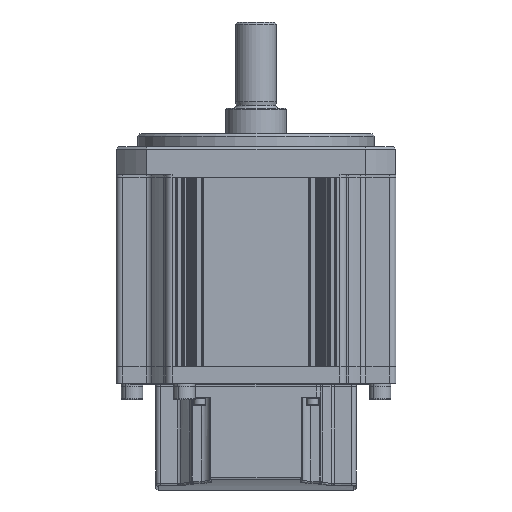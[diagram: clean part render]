
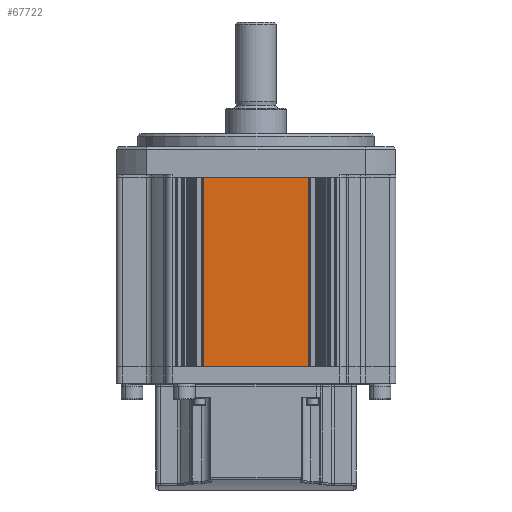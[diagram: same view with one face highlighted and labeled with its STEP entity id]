
A CAD part, front view. The second image highlights one B-rep face of the part: STEP entity #67722.
In plain terms, the highlighted planar face has unit normal (0, -1, 0).
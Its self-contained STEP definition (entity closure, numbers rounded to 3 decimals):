
#1480 = VERTEX_POINT ( 'NONE', #62733 ) ;
#1586 = VERTEX_POINT ( 'NONE', #62753 ) ;
#1594 = VERTEX_POINT ( 'NONE', #62790 ) ;
#1645 = VERTEX_POINT ( 'NONE', #62810 ) ;
#16594 = VECTOR ( 'NONE', #21800, 1000. ) ;
#16601 = VECTOR ( 'NONE', #21903, 1000. ) ;
#16635 = VECTOR ( 'NONE', #21868, 1000. ) ;
#17272 = VECTOR ( 'NONE', #20695, 1000. ) ;
#20650 = CARTESIAN_POINT ( 'NONE',  ( 24.5, -65., -10. ) ) ;
#20695 = DIRECTION ( 'NONE',  ( 1., 0., 0. ) ) ;
#20707 = LINE ( 'NONE', #20650, #17272 ) ;
#21783 = CARTESIAN_POINT ( 'NONE',  ( 24.5, -65., -98. ) ) ;
#21800 = DIRECTION ( 'NONE',  ( 1., 0., 0. ) ) ;
#21863 = LINE ( 'NONE', #21783, #16594 ) ;
#21868 = DIRECTION ( 'NONE',  ( 0., 0., -1. ) ) ;
#21882 = LINE ( 'NONE', #21894, #16635 ) ;
#21894 = CARTESIAN_POINT ( 'NONE',  ( -24.5, -65., -10. ) ) ;
#21899 = LINE ( 'NONE', #21910, #16601 ) ;
#21903 = DIRECTION ( 'NONE',  ( 0., 0., -1. ) ) ;
#21910 = CARTESIAN_POINT ( 'NONE',  ( 24.5, -65., -10. ) ) ;
#44716 = EDGE_CURVE ( 'NONE', #1594, #1480, #21863, .T. ) ;
#44736 = EDGE_CURVE ( 'NONE', #1645, #1480, #21899, .T. ) ;
#44741 = EDGE_CURVE ( 'NONE', #1586, #1594, #21882, .T. ) ;
#44910 = EDGE_CURVE ( 'NONE', #1586, #1645, #20707, .T. ) ;
#62733 = CARTESIAN_POINT ( 'NONE',  ( 24.5, -65., -98. ) ) ;
#62753 = CARTESIAN_POINT ( 'NONE',  ( -24.5, -65., -10. ) ) ;
#62790 = CARTESIAN_POINT ( 'NONE',  ( -24.5, -65., -98. ) ) ;
#62810 = CARTESIAN_POINT ( 'NONE',  ( 24.5, -65., -10. ) ) ;
#67722 = ADVANCED_FACE ( 'NONE', ( #75027 ), #75041, .F. ) ;
#69561 = ORIENTED_EDGE ( 'NONE', *, *, #44741, .T. ) ;
#69637 = ORIENTED_EDGE ( 'NONE', *, *, #44716, .T. ) ;
#69666 = ORIENTED_EDGE ( 'NONE', *, *, #44736, .F. ) ;
#69669 = ORIENTED_EDGE ( 'NONE', *, *, #44910, .F. ) ;
#73899 = AXIS2_PLACEMENT_3D ( 'NONE', #75072, #75075, #75065 ) ;
#75027 = FACE_OUTER_BOUND ( 'NONE', #93227, .T. ) ;
#75041 = PLANE ( 'NONE',  #73899 ) ;
#75065 = DIRECTION ( 'NONE',  ( 0., 0., 1. ) ) ;
#75072 = CARTESIAN_POINT ( 'NONE',  ( 24.5, -65., -10. ) ) ;
#75075 = DIRECTION ( 'NONE',  ( 0., 1., 0. ) ) ;
#93227 = EDGE_LOOP ( 'NONE', ( #69637, #69666, #69669, #69561 ) ) ;
